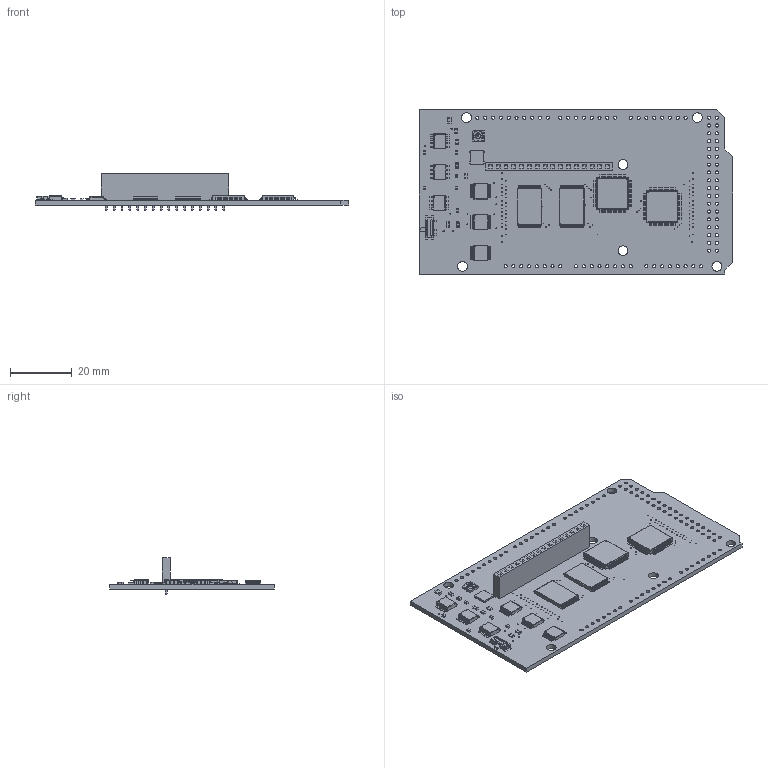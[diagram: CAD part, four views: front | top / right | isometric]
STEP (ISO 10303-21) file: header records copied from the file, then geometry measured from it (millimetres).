
FILE_DESCRIPTION(/* description */ (''),/* implementation_level */ '2;1');
FILE_NAME(/* name */ '6502-shield v38.step',/* time_stamp */ '2020-04-02T12:17:30-04:00',/* author */ (''),/* organization */ (''),/* preprocessor_version */ 'ST-DEVELOPER v18',/* originating_system */ 'Autodesk Translation Framework v8.12.0.6',/* authorisation */ '');
FILE_SCHEMA (('AUTOMOTIVE_DESIGN { 1 0 10303 214 3 1 1 }'));
Products named in the file (19): 6502-shield; PCB Component; Board; MCSLPT4644B1TR-TACT-SW; PCM12SMTR-SPDT-RIGHT-ANG; 1; 1K; 0.01uF; 1uF; 1M; TC-33X-2_SUBSTR_ASM; TC33_SUBST1; MM74HC00TSSOP; SE555QS; 74HC04TSSOP-14; AS6C62256; W65C22; M20-7821646-FEM-HDR; ARDUINO_MEGA2560
Assembly tree (33 placements, depth 5):
  6502-shield
    PCB Component
      Board
      MCSLPT4644B1TR-TACT-SW
      PCM12SMTR-SPDT-RIGHT-ANG
        1
      1K  x6
      0.01uF  x6
      1uF
      1M
        TC-33X-2_SUBSTR_ASM
          TC33_SUBST1
      MM74HC00TSSOP
      SE555QS  x3
      74HC04TSSOP-14  x2
      AS6C62256  x2
      W65C22  x2
      M20-7821646-FEM-HDR
      ARDUINO_MEGA2560
Bounding box: 101.6 x 53.34 x 11.9 mm (x, y, z)
Volume: 9876.4 mm3; surface area: 15098.4 mm2
Topology: 29 solids, 29 shells, 4438 faces, 11605 edges, 7480 vertices
Faces by surface type: plane 2765, cylinder 1467, sphere 192, torus 12, cone 2
Full cylindrical faces by diameter (mm): 0.2 x146, 0.25 x6, 0.3 x10, 0.35 x9, 0.635 x1, 0.8 x2, 0.889 x2, 1.016 x86, 1.105 x16, 1.5 x1, 1.6 x1, 3.2 x6
Entity records: 81805 total; most frequent: CARTESIAN_POINT 13746, DIRECTION 13496, ORIENTED_EDGE 13466, EDGE_CURVE 6733, LINE 5042, VECTOR 5042, VERTEX_POINT 4397, AXIS2_PLACEMENT_3D 4227
